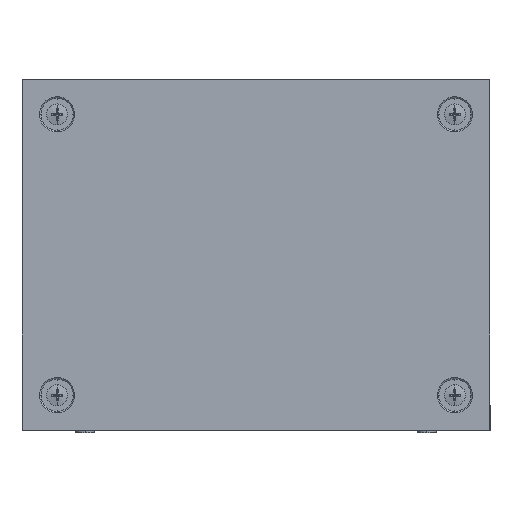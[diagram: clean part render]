
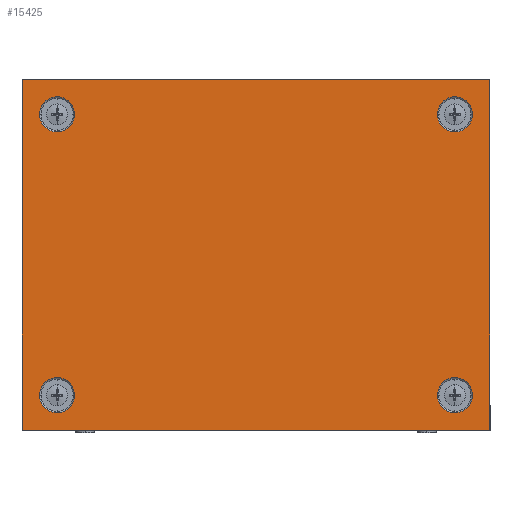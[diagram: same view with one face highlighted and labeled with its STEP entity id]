
A CAD part, top view. The second image highlights one B-rep face of the part: STEP entity #15425.
In plain terms, the highlighted planar face has unit normal (0, 0, 1).
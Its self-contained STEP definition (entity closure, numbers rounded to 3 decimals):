
#42 = CIRCLE ( 'NONE', #12657, 7.5 ) ;
#122 = DIRECTION ( 'NONE',  ( 1., 0., 0. ) ) ;
#601 = AXIS2_PLACEMENT_3D ( 'NONE', #3318, #21110, #8510 ) ;
#733 = FACE_BOUND ( 'NONE', #10313, .T. ) ;
#819 = AXIS2_PLACEMENT_3D ( 'NONE', #11529, #20118, #16840 ) ;
#828 = CARTESIAN_POINT ( 'NONE',  ( 22.5, 135., 0. ) ) ;
#845 = DIRECTION ( 'NONE',  ( 0., 0., -1. ) ) ;
#1161 = CARTESIAN_POINT ( 'NONE',  ( 200., 0., 0. ) ) ;
#1218 = EDGE_CURVE ( 'NONE', #20748, #9148, #21585, .T. ) ;
#1273 = VECTOR ( 'NONE', #19945, 1000. ) ;
#1460 = DIRECTION ( 'NONE',  ( 1., 0., 0. ) ) ;
#1606 = CIRCLE ( 'NONE', #14231, 7.5 ) ;
#1688 = VERTEX_POINT ( 'NONE', #13517 ) ;
#1709 = ORIENTED_EDGE ( 'NONE', *, *, #20804, .F. ) ;
#1935 = EDGE_LOOP ( 'NONE', ( #17436, #14184 ) ) ;
#1988 = ORIENTED_EDGE ( 'NONE', *, *, #20723, .F. ) ;
#2130 = CARTESIAN_POINT ( 'NONE',  ( 185., 15., 0. ) ) ;
#2184 = ORIENTED_EDGE ( 'NONE', *, *, #11879, .F. ) ;
#2307 = CARTESIAN_POINT ( 'NONE',  ( 7.5, 135., 0. ) ) ;
#2771 = AXIS2_PLACEMENT_3D ( 'NONE', #2130, #8405, #20499 ) ;
#2911 = CARTESIAN_POINT ( 'NONE',  ( 185., 135., 0. ) ) ;
#2999 = VERTEX_POINT ( 'NONE', #15653 ) ;
#3020 = DIRECTION ( 'NONE',  ( 0., 0., 1. ) ) ;
#3033 = EDGE_CURVE ( 'NONE', #18005, #3207, #18968, .T. ) ;
#3064 = VERTEX_POINT ( 'NONE', #6049 ) ;
#3196 = CARTESIAN_POINT ( 'NONE',  ( 0., 150., 0. ) ) ;
#3207 = VERTEX_POINT ( 'NONE', #2307 ) ;
#3286 = VERTEX_POINT ( 'NONE', #9463 ) ;
#3318 = CARTESIAN_POINT ( 'NONE',  ( 15., 135., 0. ) ) ;
#3656 = VECTOR ( 'NONE', #19797, 1000. ) ;
#3948 = CARTESIAN_POINT ( 'NONE',  ( 0., 150., 0. ) ) ;
#4108 = CARTESIAN_POINT ( 'NONE',  ( 15., 135., 0. ) ) ;
#4128 = AXIS2_PLACEMENT_3D ( 'NONE', #4108, #7747, #5280 ) ;
#4573 = DIRECTION ( 'NONE',  ( 1., 0., 0. ) ) ;
#5129 = EDGE_CURVE ( 'NONE', #3286, #3064, #17373, .T. ) ;
#5211 = CARTESIAN_POINT ( 'NONE',  ( 15., 15., 0. ) ) ;
#5218 = AXIS2_PLACEMENT_3D ( 'NONE', #5807, #845, #11218 ) ;
#5280 = DIRECTION ( 'NONE',  ( 1., 0., 0. ) ) ;
#5282 = CIRCLE ( 'NONE', #601, 7.5 ) ;
#5475 = EDGE_LOOP ( 'NONE', ( #19245, #1988 ) ) ;
#5637 = CIRCLE ( 'NONE', #2771, 7.5 ) ;
#5732 = EDGE_CURVE ( 'NONE', #18885, #6324, #11173, .T. ) ;
#5752 = CARTESIAN_POINT ( 'NONE',  ( 192.5, 15., 0. ) ) ;
#5807 = CARTESIAN_POINT ( 'NONE',  ( 0., 0., 0. ) ) ;
#6049 = CARTESIAN_POINT ( 'NONE',  ( 177.5, 135., 0. ) ) ;
#6324 = VERTEX_POINT ( 'NONE', #7877 ) ;
#6555 = ORIENTED_EDGE ( 'NONE', *, *, #20593, .T. ) ;
#6909 = CARTESIAN_POINT ( 'NONE',  ( 0., 0., 0. ) ) ;
#7244 = VERTEX_POINT ( 'NONE', #7635 ) ;
#7635 = CARTESIAN_POINT ( 'NONE',  ( 200., 0., 0. ) ) ;
#7747 = DIRECTION ( 'NONE',  ( 0., 0., 1. ) ) ;
#7877 = CARTESIAN_POINT ( 'NONE',  ( 7.5, 15., 0. ) ) ;
#8003 = EDGE_CURVE ( 'NONE', #9148, #7244, #13669, .T. ) ;
#8405 = DIRECTION ( 'NONE',  ( 0., 0., 1. ) ) ;
#8510 = DIRECTION ( 'NONE',  ( 1., 0., 0. ) ) ;
#8936 = EDGE_LOOP ( 'NONE', ( #19381, #2184 ) ) ;
#9148 = VERTEX_POINT ( 'NONE', #15657 ) ;
#9463 = CARTESIAN_POINT ( 'NONE',  ( 192.5, 135., 0. ) ) ;
#9589 = CARTESIAN_POINT ( 'NONE',  ( 185., 15., 0. ) ) ;
#9746 = AXIS2_PLACEMENT_3D ( 'NONE', #5211, #10166, #1460 ) ;
#9852 = LINE ( 'NONE', #3196, #20688 ) ;
#10111 = DIRECTION ( 'NONE',  ( 1., 0., 0. ) ) ;
#10166 = DIRECTION ( 'NONE',  ( 0., 0., 1. ) ) ;
#10313 = EDGE_LOOP ( 'NONE', ( #20270, #1709 ) ) ;
#10387 = VERTEX_POINT ( 'NONE', #5752 ) ;
#11173 = CIRCLE ( 'NONE', #9746, 7.5 ) ;
#11188 = CARTESIAN_POINT ( 'NONE',  ( 0., 0., 0. ) ) ;
#11218 = DIRECTION ( 'NONE',  ( -1., 0., 0. ) ) ;
#11529 = CARTESIAN_POINT ( 'NONE',  ( 15., 15., 0. ) ) ;
#11596 = AXIS2_PLACEMENT_3D ( 'NONE', #18481, #14719, #4573 ) ;
#11879 = EDGE_CURVE ( 'NONE', #3064, #3286, #42, .T. ) ;
#12657 = AXIS2_PLACEMENT_3D ( 'NONE', #2911, #3020, #10111 ) ;
#12694 = FACE_BOUND ( 'NONE', #8936, .T. ) ;
#12717 = VECTOR ( 'NONE', #122, 1000. ) ;
#13133 = FACE_OUTER_BOUND ( 'NONE', #17090, .T. ) ;
#13254 = ORIENTED_EDGE ( 'NONE', *, *, #14674, .T. ) ;
#13517 = CARTESIAN_POINT ( 'NONE',  ( 200., 150., 0. ) ) ;
#13669 = LINE ( 'NONE', #6909, #12717 ) ;
#14184 = ORIENTED_EDGE ( 'NONE', *, *, #17114, .F. ) ;
#14231 = AXIS2_PLACEMENT_3D ( 'NONE', #9589, #19979, #16011 ) ;
#14674 = EDGE_CURVE ( 'NONE', #1688, #20748, #9852, .T. ) ;
#14719 = DIRECTION ( 'NONE',  ( 0., 0., 1. ) ) ;
#14810 = DIRECTION ( 'NONE',  ( -1., 0., 0. ) ) ;
#14824 = LINE ( 'NONE', #1161, #1273 ) ;
#14832 = ORIENTED_EDGE ( 'NONE', *, *, #8003, .T. ) ;
#15425 = ADVANCED_FACE ( 'NONE', ( #21379, #12694, #733, #19704, #13133 ), #19590, .F. ) ;
#15653 = CARTESIAN_POINT ( 'NONE',  ( 177.5, 15., 0. ) ) ;
#15657 = CARTESIAN_POINT ( 'NONE',  ( 0., 0., 0. ) ) ;
#16011 = DIRECTION ( 'NONE',  ( 1., 0., 0. ) ) ;
#16840 = DIRECTION ( 'NONE',  ( 1., 0., 0. ) ) ;
#17090 = EDGE_LOOP ( 'NONE', ( #6555, #13254, #18217, #14832 ) ) ;
#17114 = EDGE_CURVE ( 'NONE', #6324, #18885, #20274, .T. ) ;
#17373 = CIRCLE ( 'NONE', #11596, 7.5 ) ;
#17436 = ORIENTED_EDGE ( 'NONE', *, *, #5732, .F. ) ;
#18005 = VERTEX_POINT ( 'NONE', #828 ) ;
#18217 = ORIENTED_EDGE ( 'NONE', *, *, #1218, .T. ) ;
#18481 = CARTESIAN_POINT ( 'NONE',  ( 185., 135., 0. ) ) ;
#18503 = CARTESIAN_POINT ( 'NONE',  ( 22.5, 15., 0. ) ) ;
#18885 = VERTEX_POINT ( 'NONE', #18503 ) ;
#18968 = CIRCLE ( 'NONE', #4128, 7.5 ) ;
#19245 = ORIENTED_EDGE ( 'NONE', *, *, #19765, .F. ) ;
#19381 = ORIENTED_EDGE ( 'NONE', *, *, #5129, .F. ) ;
#19590 = PLANE ( 'NONE',  #5218 ) ;
#19704 = FACE_BOUND ( 'NONE', #1935, .T. ) ;
#19765 = EDGE_CURVE ( 'NONE', #10387, #2999, #1606, .T. ) ;
#19797 = DIRECTION ( 'NONE',  ( 0., -1., 0. ) ) ;
#19945 = DIRECTION ( 'NONE',  ( 0., 1., 0. ) ) ;
#19979 = DIRECTION ( 'NONE',  ( 0., 0., 1. ) ) ;
#20118 = DIRECTION ( 'NONE',  ( 0., 0., 1. ) ) ;
#20270 = ORIENTED_EDGE ( 'NONE', *, *, #3033, .F. ) ;
#20274 = CIRCLE ( 'NONE', #819, 7.5 ) ;
#20499 = DIRECTION ( 'NONE',  ( 1., 0., 0. ) ) ;
#20593 = EDGE_CURVE ( 'NONE', #7244, #1688, #14824, .T. ) ;
#20688 = VECTOR ( 'NONE', #14810, 1000. ) ;
#20723 = EDGE_CURVE ( 'NONE', #2999, #10387, #5637, .T. ) ;
#20748 = VERTEX_POINT ( 'NONE', #3948 ) ;
#20804 = EDGE_CURVE ( 'NONE', #3207, #18005, #5282, .T. ) ;
#21110 = DIRECTION ( 'NONE',  ( 0., 0., 1. ) ) ;
#21379 = FACE_BOUND ( 'NONE', #5475, .T. ) ;
#21585 = LINE ( 'NONE', #11188, #3656 ) ;
